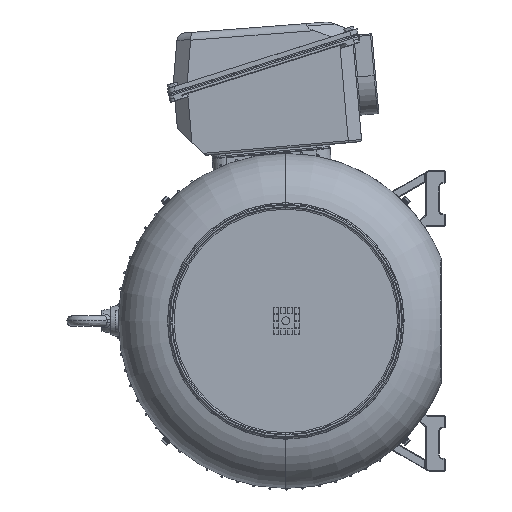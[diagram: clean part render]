
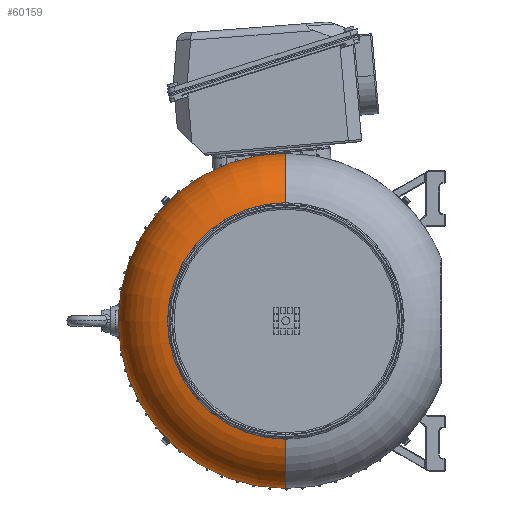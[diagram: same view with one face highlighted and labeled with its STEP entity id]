
A CAD part, left-side view. The second image highlights one B-rep face of the part: STEP entity #60159.
In plain terms, the highlighted toroidal (fillet/blend) face has major radius 155.5 mm and minor radius 85 mm.
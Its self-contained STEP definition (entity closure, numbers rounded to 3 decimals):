
#2632 = AXIS2_PLACEMENT_3D ( 'NONE', #28970, #108223, #121693 ) ;
#5022 = VERTEX_POINT ( 'NONE', #10635 ) ;
#5592 = VERTEX_POINT ( 'NONE', #145450 ) ;
#7585 = VERTEX_POINT ( 'NONE', #150436 ) ;
#10635 = CARTESIAN_POINT ( 'NONE',  ( -157., 0., 240.5 ) ) ;
#13819 = CARTESIAN_POINT ( 'NONE',  ( -157., 0., -155.5 ) ) ;
#20868 = VERTEX_POINT ( 'NONE', #108696 ) ;
#26569 = ORIENTED_EDGE ( 'NONE', *, *, #85597, .T. ) ;
#28508 = CARTESIAN_POINT ( 'NONE',  ( -157., 0., 155.5 ) ) ;
#28970 = CARTESIAN_POINT ( 'NONE',  ( -157., 0., 0. ) ) ;
#32318 = CIRCLE ( 'NONE', #2632, 240.5 ) ;
#40769 = DIRECTION ( 'NONE',  ( -1., 0., 0. ) ) ;
#44221 = EDGE_LOOP ( 'NONE', ( #159010, #26569, #63655, #56547 ) ) ;
#47312 = EDGE_CURVE ( 'NONE', #5022, #20868, #81843, .T. ) ;
#52289 = EDGE_CURVE ( 'NONE', #5022, #7585, #32318, .T. ) ;
#56547 = ORIENTED_EDGE ( 'NONE', *, *, #47312, .F. ) ;
#60159 = ADVANCED_FACE ( 'NONE', ( #132526 ), #138694, .T. ) ;
#63655 = ORIENTED_EDGE ( 'NONE', *, *, #74255, .F. ) ;
#67539 = CARTESIAN_POINT ( 'NONE',  ( -157., 0., 0. ) ) ;
#67545 = DIRECTION ( 'NONE',  ( 0., 0., -1. ) ) ;
#68000 = AXIS2_PLACEMENT_3D ( 'NONE', #13819, #107108, #121145 ) ;
#74255 = EDGE_CURVE ( 'NONE', #20868, #5592, #90427, .T. ) ;
#77575 = CARTESIAN_POINT ( 'NONE',  ( -240.783, 0., 0. ) ) ;
#81843 = CIRCLE ( 'NONE', #162066, 85. ) ;
#85597 = EDGE_CURVE ( 'NONE', #7585, #5592, #135650, .T. ) ;
#86101 = AXIS2_PLACEMENT_3D ( 'NONE', #67539, #40769, #118902 ) ;
#90427 = CIRCLE ( 'NONE', #172363, 169.832 ) ;
#107108 = DIRECTION ( 'NONE',  ( 0., 1., 0. ) ) ;
#108223 = DIRECTION ( 'NONE',  ( -1., 0., 0. ) ) ;
#108696 = CARTESIAN_POINT ( 'NONE',  ( -240.783, 0., 169.832 ) ) ;
#118902 = DIRECTION ( 'NONE',  ( 0., 0., 1. ) ) ;
#121145 = DIRECTION ( 'NONE',  ( 0., 0., 1. ) ) ;
#121693 = DIRECTION ( 'NONE',  ( 0., 0., 1. ) ) ;
#132526 = FACE_OUTER_BOUND ( 'NONE', #44221, .T. ) ;
#133546 = DIRECTION ( 'NONE',  ( 0., -1., 0. ) ) ;
#135650 = CIRCLE ( 'NONE', #68000, 85. ) ;
#138694 = TOROIDAL_SURFACE ( 'NONE', #86101, 155.5, 85. ) ;
#145450 = CARTESIAN_POINT ( 'NONE',  ( -240.783, 0., -169.832 ) ) ;
#150436 = CARTESIAN_POINT ( 'NONE',  ( -157., 0., -240.5 ) ) ;
#155859 = DIRECTION ( 'NONE',  ( -1., 0., 0. ) ) ;
#157020 = DIRECTION ( 'NONE',  ( 0., 0., 1. ) ) ;
#159010 = ORIENTED_EDGE ( 'NONE', *, *, #52289, .T. ) ;
#162066 = AXIS2_PLACEMENT_3D ( 'NONE', #28508, #133546, #67545 ) ;
#172363 = AXIS2_PLACEMENT_3D ( 'NONE', #77575, #155859, #157020 ) ;
